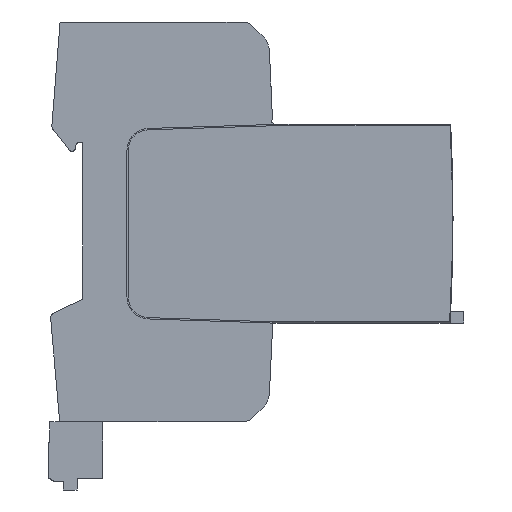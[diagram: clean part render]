
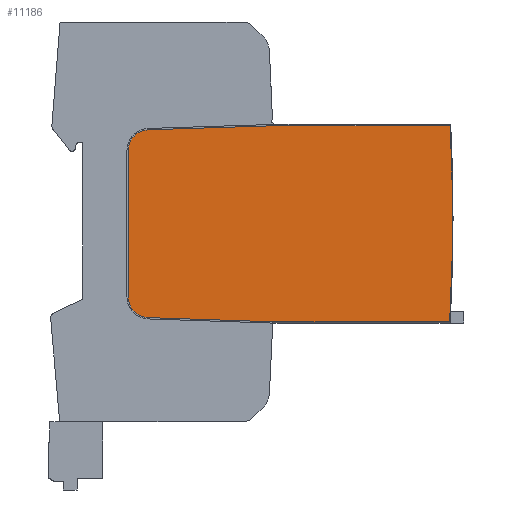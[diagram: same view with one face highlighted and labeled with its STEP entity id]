
A CAD part, left-side view. The second image highlights one B-rep face of the part: STEP entity #11186.
In plain terms, the highlighted planar face has unit normal (-1, 0, 0).
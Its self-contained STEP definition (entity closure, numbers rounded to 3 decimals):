
#3244=CARTESIAN_POINT('',(-63.,336.41,0.75));
#3245=DIRECTION('',(1.,0.,0.));
#3246=DIRECTION('',(0.,-0.999,0.05));
#3247=AXIS2_PLACEMENT_3D('',#3244,#3245,#3246);
#3249=DIRECTION('',(0.,0.999,0.033));
#3250=VECTOR('',#3249,28.085);
#3251=CARTESIAN_POINT('',(-63.,-38.914,
-22.527));
#3252=LINE('',#3251,#3250);
#3253=CARTESIAN_POINT('',(-63.,-11.,-16.9));
#3254=DIRECTION('',(1.,0.,0.));
#3255=DIRECTION('',(0.,0.033,-0.999));
#3256=AXIS2_PLACEMENT_3D('',#3253,#3254,#3255);
#3258=CARTESIAN_POINT('',(-63.,-11.,16.1));
#3259=DIRECTION('',(1.,0.,0.));
#3260=DIRECTION('',(0.,1.,0.));
#3261=AXIS2_PLACEMENT_3D('',#3258,#3259,#3260);
#3263=DIRECTION('',(0.,-0.999,0.032));
#3264=VECTOR('',#3263,28.08);
#3265=CARTESIAN_POINT('',(-63.,-10.849,20.798));
#3266=LINE('',#3265,#3264);
#3267=DIRECTION('',(0.,-1.,0.));
#3268=VECTOR('',#3267,40.048);
#3269=CARTESIAN_POINT('',(-63.,-38.914,
21.7));
#3270=LINE('',#3269,#3268);
#3271=DIRECTION('',(0.,-1.,0.));
#3272=VECTOR('',#3271,39.924);
#3273=CARTESIAN_POINT('',(-63.,-38.914,
-22.527));
#3274=LINE('',#3273,#3272);
#3380=DIRECTION('',(0.,0.,-1.));
#3381=VECTOR('',#3380,33.);
#3382=CARTESIAN_POINT('',(-63.,-6.3,16.1));
#3383=LINE('',#3382,#3381);
#6464=CARTESIAN_POINT('',(-63.,-78.962,21.7));
#6465=CARTESIAN_POINT('',(-63.,-78.838,-22.527));
#6466=VERTEX_POINT('',#6464);
#6467=VERTEX_POINT('',#6465);
#6468=CARTESIAN_POINT('',(-63.,-38.914,
-22.527));
#6469=VERTEX_POINT('',#6468);
#6470=CARTESIAN_POINT('',(-63.,-10.844,-21.597));
#6471=VERTEX_POINT('',#6470);
#6472=CARTESIAN_POINT('',(-63.,-6.3,-16.9));
#6473=VERTEX_POINT('',#6472);
#6474=CARTESIAN_POINT('',(-63.,-6.3,16.1));
#6475=VERTEX_POINT('',#6474);
#6476=CARTESIAN_POINT('',(-63.,-10.849,20.798));
#6477=VERTEX_POINT('',#6476);
#6478=CARTESIAN_POINT('',(-63.,-38.914,
21.7));
#6479=VERTEX_POINT('',#6478);
#11164=CARTESIAN_POINT('',(-63.,0.,0.));
#11165=DIRECTION('',(1.,0.,0.));
#11166=DIRECTION('',(0.,1.,0.));
#11167=AXIS2_PLACEMENT_3D('',#11164,#11165,#11166);
#11168=PLANE('',#11167);
#11169=ORIENTED_EDGE('',*,*,#11153,.T.);
#11171=ORIENTED_EDGE('',*,*,#11170,.F.);
#11173=ORIENTED_EDGE('',*,*,#11172,.T.);
#11175=ORIENTED_EDGE('',*,*,#11174,.T.);
#11177=ORIENTED_EDGE('',*,*,#11176,.F.);
#11179=ORIENTED_EDGE('',*,*,#11178,.T.);
#11181=ORIENTED_EDGE('',*,*,#11180,.T.);
#11183=ORIENTED_EDGE('',*,*,#11182,.T.);
#11184=EDGE_LOOP('',(#11169,#11171,#11173,#11175,#11177,#11179,#11181,#11183));
#11185=FACE_OUTER_BOUND('',#11184,.F.);
#3248=CIRCLE('',#3247,415.9);
#3257=CIRCLE('',#3256,4.7);
#3262=CIRCLE('',#3261,4.7);
#11153=EDGE_CURVE('',#6466,#6467,#3248,.T.);
#11170=EDGE_CURVE('',#6469,#6467,#3274,.T.);
#11172=EDGE_CURVE('',#6469,#6471,#3252,.T.);
#11174=EDGE_CURVE('',#6471,#6473,#3257,.T.);
#11176=EDGE_CURVE('',#6475,#6473,#3383,.T.);
#11178=EDGE_CURVE('',#6475,#6477,#3262,.T.);
#11180=EDGE_CURVE('',#6477,#6479,#3266,.T.);
#11182=EDGE_CURVE('',#6479,#6466,#3270,.T.);
#11186=ADVANCED_FACE('',(#11185),#11168,.F.);
